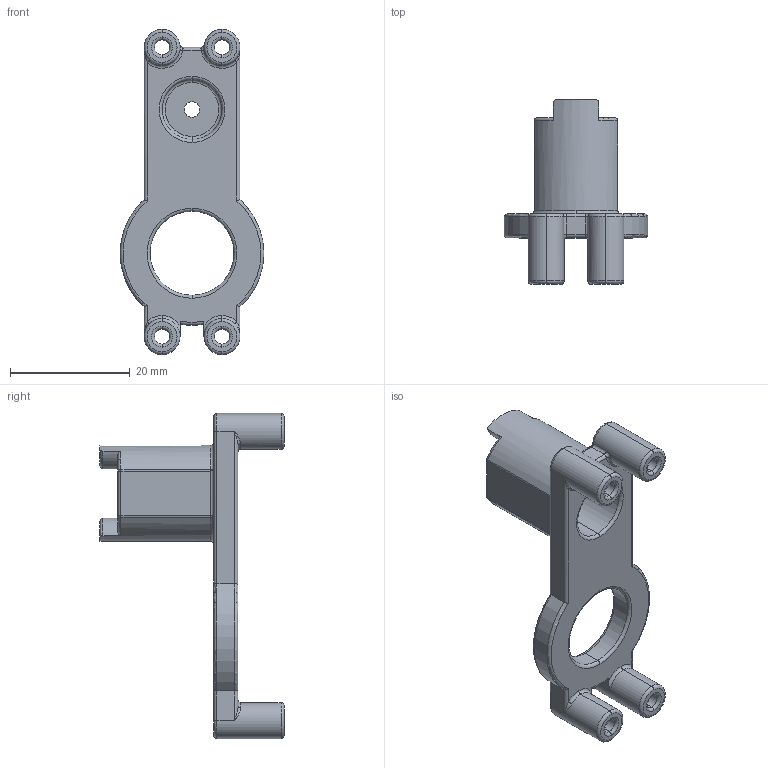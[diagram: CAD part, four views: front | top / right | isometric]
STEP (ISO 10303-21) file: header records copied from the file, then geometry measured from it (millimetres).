
FILE_DESCRIPTION (( 'STEP AP214' ), '1' );
FILE_NAME ('40232_TXP-Servo Mount Bracket.STEP', '2017-03-28T20:20:07', ( '' ), ( '' ), 'SwSTEP 2.0', 'SolidWorks 2016', '' );
FILE_SCHEMA (( 'AUTOMOTIVE_DESIGN' ));
Length unit declared in the file: millimetre
Products named in the file (2): 40232_TXP-Servo Mount Bracket
Bounding box: 24 x 30.7 x 54.25 mm (x, y, z)
Volume: 5874.7 mm3; surface area: 4413.2 mm2
Topology: 1 solids, 1 shells, 144 faces, 345 edges, 192 vertices
Faces by surface type: torus 56, cylinder 54, plane 20, bspline 10, sphere 4
Entity records: 6110 total; most frequent: CARTESIAN_POINT 1169, DIRECTION 765, ORIENTED_EDGE 666, AXIS2_PLACEMENT_3D 338, EDGE_CURVE 333, CIRCLE 202, VERTEX_POINT 192, EDGE_LOOP 157
